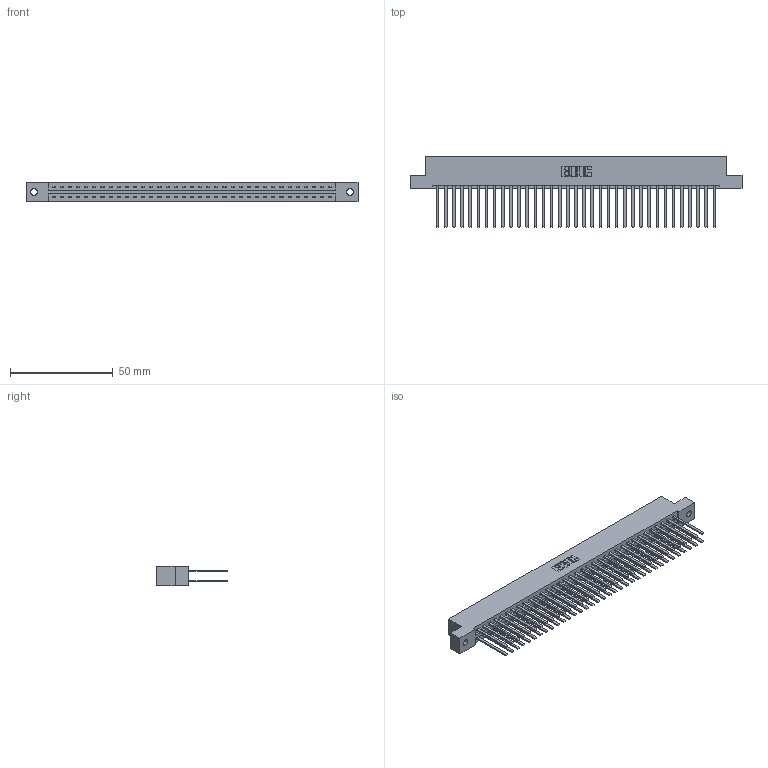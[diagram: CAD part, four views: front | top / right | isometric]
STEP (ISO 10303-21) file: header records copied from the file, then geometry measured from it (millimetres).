
FILE_DESCRIPTION (( 'STEP AP203' ), '1' );
FILE_NAME ('337-070-544-202.STEP', '2019-10-10T01:32:46', ( '' ), ( '' ), 'SwSTEP 2.0', 'SolidWorks 2016', '' );
FILE_SCHEMA (( 'CONFIG_CONTROL_DESIGN' ));
Length unit declared in the file: inch
Products named in the file (3): 337 Part_Flush Mounting Lugs - 0.128 Dia; 337-070-544-202; 345-292-001_345-293-144
Assembly tree (71 placements, depth 2):
  337-070-544-202
    337 Part_Flush Mounting Lugs - 0.128 Dia
    345-292-001_345-293-144  x70
Bounding box: 161.7 x 34.3 x 9.4 mm (x, y, z)
Volume: 17892.3 mm3; surface area: 23092.1 mm2
Topology: 71 solids, 71 shells, 3474 faces, 10321 edges, 6786 vertices
Faces by surface type: plane 2450, cylinder 1024
Entity records: 27861 total; most frequent: CARTESIAN_POINT 4698, ORIENTED_EDGE 4634, DIRECTION 4005, EDGE_CURVE 2317, LINE 2193, VECTOR 2193, VERTEX_POINT 1542, AXIS2_PLACEMENT_3D 906
